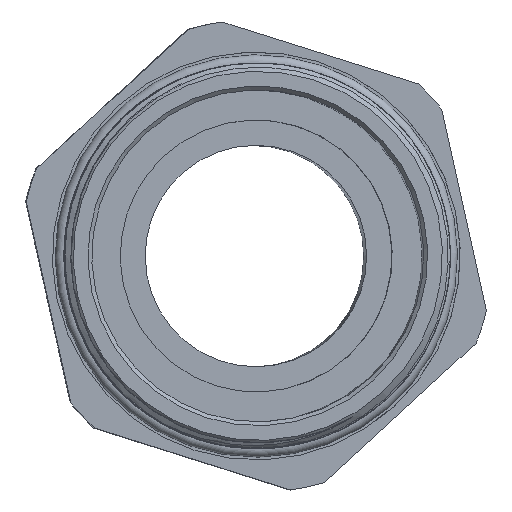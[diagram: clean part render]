
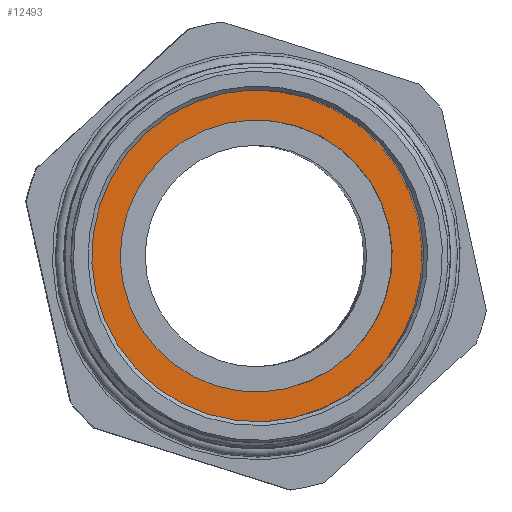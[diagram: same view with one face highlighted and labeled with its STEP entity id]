
A CAD part, front view. The second image highlights one B-rep face of the part: STEP entity #12493.
In plain terms, the highlighted face is planar.
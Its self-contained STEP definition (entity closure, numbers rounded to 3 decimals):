
#322=FACE_BOUND('',#2416,.T.);
#994=CIRCLE('',#14216,21.45);
#1023=CIRCLE('',#14278,17.575);
#1710=FACE_OUTER_BOUND('',#2415,.T.);
#2415=EDGE_LOOP('',(#11252));
#2416=EDGE_LOOP('',(#11253));
#5400=VERTEX_POINT('',#23135);
#5450=VERTEX_POINT('',#26152);
#7322=EDGE_CURVE('',#5400,#5400,#994,.T.);
#7399=EDGE_CURVE('',#5450,#5450,#1023,.T.);
#11252=ORIENTED_EDGE('',*,*,#7322,.F.);
#11253=ORIENTED_EDGE('',*,*,#7399,.T.);
#11832=PLANE('',#14279);
#12493=ADVANCED_FACE('',(#1710,#322),#11832,.T.);
#14216=AXIS2_PLACEMENT_3D('',#23136,#18006,#18007);
#14278=AXIS2_PLACEMENT_3D('',#26153,#18150,#18151);
#14279=AXIS2_PLACEMENT_3D('',#26154,#18152,#18153);
#18006=DIRECTION('center_axis',(0.,-1.,0.));
#18007=DIRECTION('ref_axis',(1.,0.,0.));
#18150=DIRECTION('center_axis',(0.,-1.,0.));
#18151=DIRECTION('ref_axis',(1.,0.,0.));
#18152=DIRECTION('center_axis',(0.,1.,0.));
#18153=DIRECTION('ref_axis',(0.,0.,1.));
#23135=CARTESIAN_POINT('',(0.,-19.,-21.45));
#23136=CARTESIAN_POINT('Origin',(0.,-19.,0.));
#26152=CARTESIAN_POINT('',(0.,-19.,-17.575));
#26153=CARTESIAN_POINT('Origin',(0.,-19.,0.));
#26154=CARTESIAN_POINT('Origin',(0.,-19.,-21.45));
